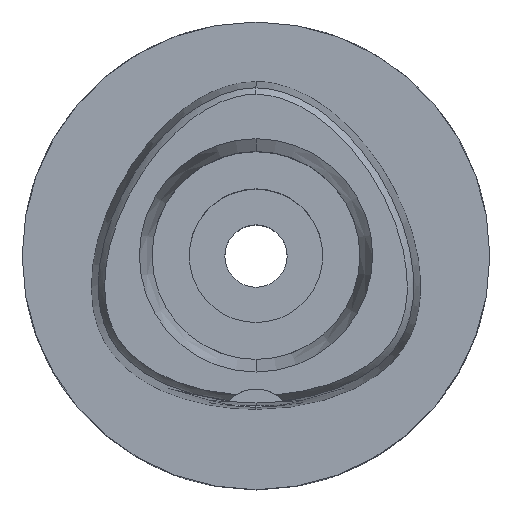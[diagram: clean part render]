
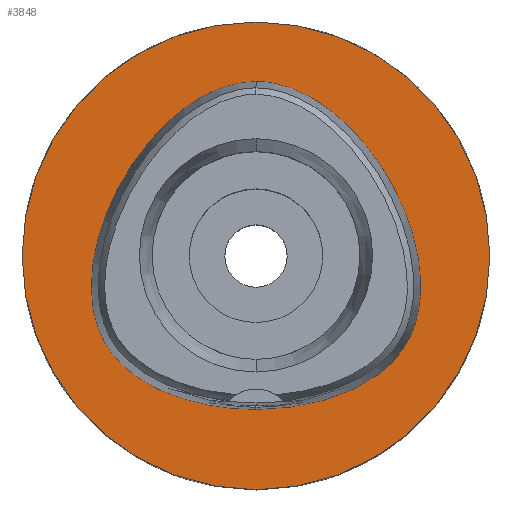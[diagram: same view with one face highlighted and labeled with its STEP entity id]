
A CAD part, top view. The second image highlights one B-rep face of the part: STEP entity #3848.
In plain terms, the highlighted planar face has unit normal (0, 0, 1).
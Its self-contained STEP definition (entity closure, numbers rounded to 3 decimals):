
#49 = AXIS2_PLACEMENT_3D ( 'NONE', #1551, #3080, #2009 ) ;
#140 = ORIENTED_EDGE ( 'NONE', *, *, #2958, .F. ) ;
#226 = CIRCLE ( 'NONE', #3856, 31.5 ) ;
#249 = CARTESIAN_POINT ( 'NONE',  ( -21.978, -0.281, 0. ) ) ;
#356 = CARTESIAN_POINT ( 'NONE',  ( 0.855, 23.475, 0. ) ) ;
#383 = AXIS2_PLACEMENT_3D ( 'NONE', #1453, #3007, #1077 ) ;
#589 = CARTESIAN_POINT ( 'NONE',  ( 0., -20.675, 0. ) ) ;
#617 = CARTESIAN_POINT ( 'NONE',  ( 2.114, -20.675, 0. ) ) ;
#620 = CARTESIAN_POINT ( 'NONE',  ( -18.068, 10.432, 0. ) ) ;
#644 = CARTESIAN_POINT ( 'NONE',  ( 14.673, -17.214, 0. ) ) ;
#647 = CARTESIAN_POINT ( 'NONE',  ( -20.35, -11.749, 0. ) ) ;
#680 = EDGE_LOOP ( 'NONE', ( #707, #2414 ) ) ;
#707 = ORIENTED_EDGE ( 'NONE', *, *, #1953, .F. ) ;
#713 = CARTESIAN_POINT ( 'NONE',  ( -14.408, 15.641, 0. ) ) ;
#844 = CARTESIAN_POINT ( 'NONE',  ( 0., 0., 0. ) ) ;
#1025 = CARTESIAN_POINT ( 'NONE',  ( -16.959, -15.678, 0. ) ) ;
#1048 = CARTESIAN_POINT ( 'NONE',  ( -2.114, -20.675, 0. ) ) ;
#1077 = DIRECTION ( 'NONE',  ( 0., -1., 0. ) ) ;
#1108 = CARTESIAN_POINT ( 'NONE',  ( 18.068, 10.432, 0. ) ) ;
#1124 = B_SPLINE_CURVE_WITH_KNOTS ( 'NONE', 3,
 ( #3883, #1851, #3353, #4948, #1466, #4877, #713, #620, #4565, #249, #3018, #1781, #2950, #4519, #647, #2207, #4491, #1025, #2185, #2573, #4127, #1048, #3742 ),
 .UNSPECIFIED., .F., .F.,
 ( 4, 1, 1, 1, 1, 1, 1, 1, 1, 1, 1, 1, 1, 1, 1, 1, 1, 1, 1, 1, 4 ),
 ( 0., 0.042, 0.083, 0.125, 0.167, 0.25, 0.333, 0.417, 0.5, 0.542, 0.583, 0.625, 0.646, 0.667, 0.688, 0.708, 0.75, 0.792, 0.833, 0.917, 1. ),
 .UNSPECIFIED. ) ;
#1132 = CARTESIAN_POINT ( 'NONE',  ( 2.565, 23.293, 0. ) ) ;
#1373 = CARTESIAN_POINT ( 'NONE',  ( 20.932, -10.604, 0. ) ) ;
#1453 = CARTESIAN_POINT ( 'NONE',  ( 0., 0., 0. ) ) ;
#1466 = CARTESIAN_POINT ( 'NONE',  ( -7.571, 21.315, 0. ) ) ;
#1520 = EDGE_CURVE ( 'NONE', #2773, #3488, #1570, .T. ) ;
#1551 = CARTESIAN_POINT ( 'NONE',  ( 0., 0., 0. ) ) ;
#1570 = CIRCLE ( 'NONE', #49, 31.5 ) ;
#1726 = CARTESIAN_POINT ( 'NONE',  ( 11.233, -18.893, 0. ) ) ;
#1754 = CARTESIAN_POINT ( 'NONE',  ( 22.057, -6.848, 0. ) ) ;
#1781 = CARTESIAN_POINT ( 'NONE',  ( -22.057, -6.848, 0. ) ) ;
#1851 = CARTESIAN_POINT ( 'NONE',  ( -0.855, 23.475, 0. ) ) ;
#1953 = EDGE_CURVE ( 'NONE', #2155, #4624, #1124, .T. ) ;
#2009 = DIRECTION ( 'NONE',  ( 0., 1., 0. ) ) ;
#2130 = CARTESIAN_POINT ( 'NONE',  ( 0., 23.475, 0. ) ) ;
#2155 = VERTEX_POINT ( 'NONE', #2431 ) ;
#2185 = CARTESIAN_POINT ( 'NONE',  ( -14.673, -17.214, 0. ) ) ;
#2207 = CARTESIAN_POINT ( 'NONE',  ( -19.649, -12.825, 0. ) ) ;
#2262 = FACE_OUTER_BOUND ( 'NONE', #4923, .T. ) ;
#2267 = CARTESIAN_POINT ( 'NONE',  ( 7.571, 21.315, 0. ) ) ;
#2309 = DIRECTION ( 'NONE',  ( 0., 0., -1. ) ) ;
#2414 = ORIENTED_EDGE ( 'NONE', *, *, #3440, .F. ) ;
#2431 = CARTESIAN_POINT ( 'NONE',  ( 0., 23.475, 0. ) ) ;
#2573 = CARTESIAN_POINT ( 'NONE',  ( -11.233, -18.893, 0. ) ) ;
#2658 = CARTESIAN_POINT ( 'NONE',  ( 10.746, 19.174, 0. ) ) ;
#2677 = CARTESIAN_POINT ( 'NONE',  ( 0., -31.5, 0. ) ) ;
#2773 = VERTEX_POINT ( 'NONE', #3390 ) ;
#2777 = CARTESIAN_POINT ( 'NONE',  ( 0., -20.675, 0. ) ) ;
#2901 = CARTESIAN_POINT ( 'NONE',  ( 16.959, -15.678, 0. ) ) ;
#2924 = CARTESIAN_POINT ( 'NONE',  ( 5.098, 22.526, 0. ) ) ;
#2950 = CARTESIAN_POINT ( 'NONE',  ( -21.555, -8.996, 0. ) ) ;
#2958 = EDGE_CURVE ( 'NONE', #3488, #2773, #226, .T. ) ;
#3007 = DIRECTION ( 'NONE',  ( 0., 0., -1. ) ) ;
#3018 = CARTESIAN_POINT ( 'NONE',  ( -22.245, -4.1, 0. ) ) ;
#3080 = DIRECTION ( 'NONE',  ( 0., 0., -1. ) ) ;
#3180 = B_SPLINE_CURVE_WITH_KNOTS ( 'NONE', 3,
 ( #589, #617, #3305, #1726, #644, #2901, #4852, #4098, #4581, #1373, #3712, #1754, #3826, #4074, #3853, #1108, #3329, #2658, #2267, #2924, #1132, #356, #2130 ),
 .UNSPECIFIED., .F., .F.,
 ( 4, 1, 1, 1, 1, 1, 1, 1, 1, 1, 1, 1, 1, 1, 1, 1, 1, 1, 1, 1, 4 ),
 ( 0., 0.083, 0.167, 0.208, 0.25, 0.292, 0.313, 0.333, 0.354, 0.375, 0.417, 0.458, 0.5, 0.583, 0.667, 0.75, 0.833, 0.875, 0.917, 0.958, 1. ),
 .UNSPECIFIED. ) ;
#3305 = CARTESIAN_POINT ( 'NONE',  ( 6.341, -20.298, 0. ) ) ;
#3329 = CARTESIAN_POINT ( 'NONE',  ( 14.408, 15.641, 0. ) ) ;
#3353 = CARTESIAN_POINT ( 'NONE',  ( -2.565, 23.293, 0. ) ) ;
#3390 = CARTESIAN_POINT ( 'NONE',  ( 0., 31.5, 0. ) ) ;
#3440 = EDGE_CURVE ( 'NONE', #4624, #2155, #3180, .T. ) ;
#3488 = VERTEX_POINT ( 'NONE', #2677 ) ;
#3712 = CARTESIAN_POINT ( 'NONE',  ( 21.555, -8.996, 0. ) ) ;
#3742 = CARTESIAN_POINT ( 'NONE',  ( 0., -20.675, 0. ) ) ;
#3826 = CARTESIAN_POINT ( 'NONE',  ( 22.245, -4.1, 0. ) ) ;
#3848 = ADVANCED_FACE ( 'NONE', ( #2262, #4152 ), #4937, .F. ) ;
#3853 = CARTESIAN_POINT ( 'NONE',  ( 20.749, 4.657, 0. ) ) ;
#3856 = AXIS2_PLACEMENT_3D ( 'NONE', #844, #2309, #4641 ) ;
#3883 = CARTESIAN_POINT ( 'NONE',  ( 0., 23.475, 0. ) ) ;
#4074 = CARTESIAN_POINT ( 'NONE',  ( 21.978, -0.281, 0. ) ) ;
#4093 = ORIENTED_EDGE ( 'NONE', *, *, #1520, .F. ) ;
#4098 = CARTESIAN_POINT ( 'NONE',  ( 19.649, -12.825, 0. ) ) ;
#4127 = CARTESIAN_POINT ( 'NONE',  ( -6.341, -20.298, 0. ) ) ;
#4152 = FACE_BOUND ( 'NONE', #680, .T. ) ;
#4491 = CARTESIAN_POINT ( 'NONE',  ( -18.568, -14.169, 0. ) ) ;
#4519 = CARTESIAN_POINT ( 'NONE',  ( -20.932, -10.604, 0. ) ) ;
#4565 = CARTESIAN_POINT ( 'NONE',  ( -20.749, 4.657, 0. ) ) ;
#4581 = CARTESIAN_POINT ( 'NONE',  ( 20.35, -11.749, 0. ) ) ;
#4624 = VERTEX_POINT ( 'NONE', #2777 ) ;
#4641 = DIRECTION ( 'NONE',  ( 0., -1., 0. ) ) ;
#4852 = CARTESIAN_POINT ( 'NONE',  ( 18.568, -14.169, 0. ) ) ;
#4877 = CARTESIAN_POINT ( 'NONE',  ( -10.746, 19.174, 0. ) ) ;
#4923 = EDGE_LOOP ( 'NONE', ( #4093, #140 ) ) ;
#4937 = PLANE ( 'NONE',  #383 ) ;
#4948 = CARTESIAN_POINT ( 'NONE',  ( -5.098, 22.526, 0. ) ) ;
